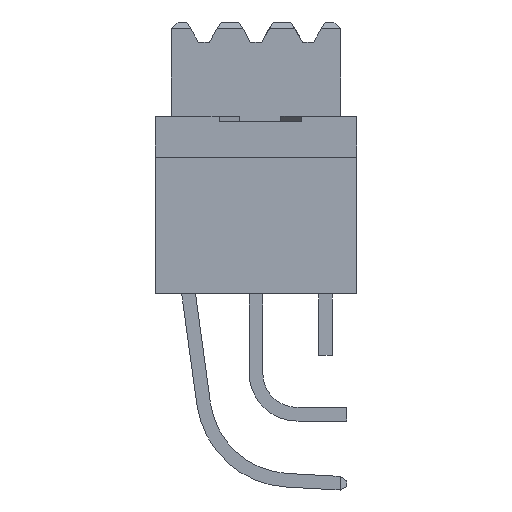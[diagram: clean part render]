
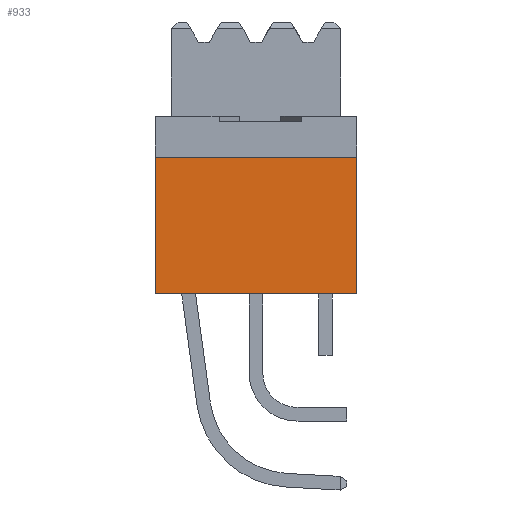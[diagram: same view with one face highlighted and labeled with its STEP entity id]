
A CAD part, left-side view. The second image highlights one B-rep face of the part: STEP entity #933.
In plain terms, the highlighted planar face has unit normal (-1, 0, 0).
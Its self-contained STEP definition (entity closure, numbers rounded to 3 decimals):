
#763=FACE_OUTER_BOUND('',#1274,.T.);
#933=ADVANCED_FACE('',(#763),#1091,.F.);
#1091=PLANE('',#4070);
#1274=EDGE_LOOP('',(#1913,#1914,#1915,#1916));
#1913=ORIENTED_EDGE('',*,*,#2496,.F.);
#1914=ORIENTED_EDGE('',*,*,#2743,.F.);
#1915=ORIENTED_EDGE('',*,*,#2469,.F.);
#1916=ORIENTED_EDGE('',*,*,#2762,.F.);
#2193=VERTEX_POINT('',#4974);
#2194=VERTEX_POINT('',#4975);
#2218=VERTEX_POINT('',#5029);
#2219=VERTEX_POINT('',#5031);
#2469=EDGE_CURVE('',#2193,#2194,#2987,.T.);
#2496=EDGE_CURVE('',#2218,#2219,#3011,.T.);
#2743=EDGE_CURVE('',#2194,#2218,#3257,.T.);
#2762=EDGE_CURVE('',#2219,#2193,#3276,.T.);
#2987=LINE('',#4973,#3409);
#3011=LINE('',#5030,#3433);
#3257=LINE('',#5524,#3679);
#3276=LINE('',#5562,#3698);
#3409=VECTOR('',#4175,1.);
#3433=VECTOR('',#4213,1.);
#3679=VECTOR('',#4641,1.);
#3698=VECTOR('',#4680,1.);
#4070=AXIS2_PLACEMENT_3D('',#5564,#4683,#4684);
#4175=DIRECTION('',(0.,1.,0.));
#4213=DIRECTION('',(0.,-1.,0.));
#4641=DIRECTION('',(0.,0.,1.));
#4680=DIRECTION('',(0.,0.,-1.));
#4683=DIRECTION('',(1.,0.,0.));
#4684=DIRECTION('',(0.,0.,1.));
#4973=CARTESIAN_POINT('',(2.75,-7.075,-10.));
#4974=CARTESIAN_POINT('',(2.75,-7.075,-10.));
#4975=CARTESIAN_POINT('',(2.75,7.675,-10.));
#5029=CARTESIAN_POINT('',(2.75,7.675,0.));
#5030=CARTESIAN_POINT('',(2.75,7.675,0.));
#5031=CARTESIAN_POINT('',(2.75,-7.075,0.));
#5524=CARTESIAN_POINT('',(2.75,7.675,-10.));
#5562=CARTESIAN_POINT('',(2.75,-7.075,0.));
#5564=CARTESIAN_POINT('',(2.75,7.675,-10.));
